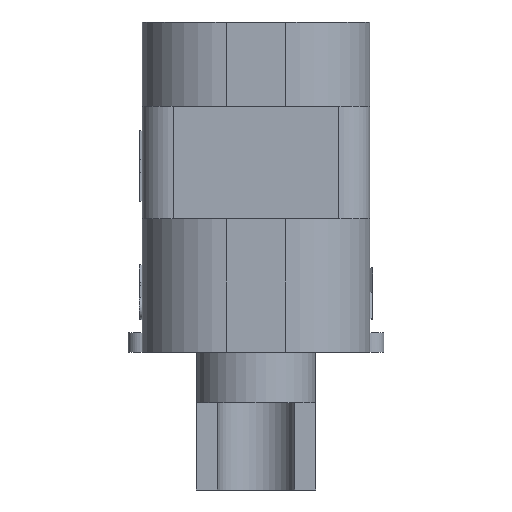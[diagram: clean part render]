
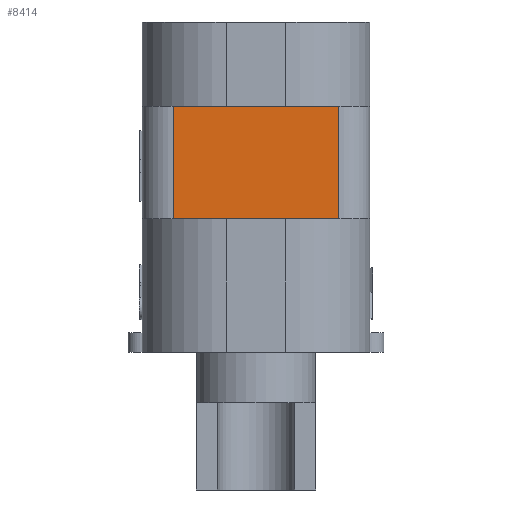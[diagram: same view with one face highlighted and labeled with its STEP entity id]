
A CAD part, front view. The second image highlights one B-rep face of the part: STEP entity #8414.
In plain terms, the highlighted planar face has unit normal (0, -1, 0).
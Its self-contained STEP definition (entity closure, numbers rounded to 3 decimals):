
#545 = CARTESIAN_POINT ( 'NONE',  ( 2.95, -13.6, 0. ) ) ;
#1293 = DIRECTION ( 'NONE',  ( 1., 0., 0. ) ) ;
#2880 = CARTESIAN_POINT ( 'NONE',  ( 4.05, -13.6, -4. ) ) ;
#3078 = DIRECTION ( 'NONE',  ( 0., 1., 0. ) ) ;
#3981 = DIRECTION ( 'NONE',  ( -1., 0., 0. ) ) ;
#4586 = VERTEX_POINT ( 'NONE', #13901 ) ;
#5790 = VERTEX_POINT ( 'NONE', #20707 ) ;
#5928 = ORIENTED_EDGE ( 'NONE', *, *, #18085, .F. ) ;
#6233 = VECTOR ( 'NONE', #15529, 1000. ) ;
#7403 = ORIENTED_EDGE ( 'NONE', *, *, #8910, .T. ) ;
#7500 = LINE ( 'NONE', #10361, #6233 ) ;
#7558 = CARTESIAN_POINT ( 'NONE',  ( -2.95, -13.6, 0. ) ) ;
#7987 = CARTESIAN_POINT ( 'NONE',  ( 2.95, -13.6, -4. ) ) ;
#8058 = AXIS2_PLACEMENT_3D ( 'NONE', #2880, #3078, #1293 ) ;
#8085 = LINE ( 'NONE', #7987, #15487 ) ;
#8414 = ADVANCED_FACE ( 'NONE', ( #20642 ), #15679, .F. ) ;
#8528 = CARTESIAN_POINT ( 'NONE',  ( 4.05, -13.6, 0. ) ) ;
#8910 = EDGE_CURVE ( 'NONE', #5790, #13873, #8085, .T. ) ;
#8966 = CARTESIAN_POINT ( 'NONE',  ( -2.95, -13.6, -4. ) ) ;
#9254 = VECTOR ( 'NONE', #3981, 1000. ) ;
#10361 = CARTESIAN_POINT ( 'NONE',  ( 4.05, -13.6, -4. ) ) ;
#10924 = VECTOR ( 'NONE', #20255, 1000. ) ;
#11464 = VERTEX_POINT ( 'NONE', #7558 ) ;
#12735 = DIRECTION ( 'NONE',  ( 0., 0., 1. ) ) ;
#13192 = EDGE_CURVE ( 'NONE', #11464, #4586, #18879, .T. ) ;
#13429 = EDGE_LOOP ( 'NONE', ( #5928, #7403, #14928, #19680 ) ) ;
#13873 = VERTEX_POINT ( 'NONE', #545 ) ;
#13901 = CARTESIAN_POINT ( 'NONE',  ( -2.95, -13.6, -4. ) ) ;
#14928 = ORIENTED_EDGE ( 'NONE', *, *, #17098, .T. ) ;
#15487 = VECTOR ( 'NONE', #12735, 1000. ) ;
#15529 = DIRECTION ( 'NONE',  ( -1., 0., 0. ) ) ;
#15679 = PLANE ( 'NONE',  #8058 ) ;
#16552 = LINE ( 'NONE', #8528, #9254 ) ;
#17098 = EDGE_CURVE ( 'NONE', #13873, #11464, #16552, .T. ) ;
#18085 = EDGE_CURVE ( 'NONE', #5790, #4586, #7500, .T. ) ;
#18879 = LINE ( 'NONE', #8966, #10924 ) ;
#19680 = ORIENTED_EDGE ( 'NONE', *, *, #13192, .T. ) ;
#20255 = DIRECTION ( 'NONE',  ( 0., 0., -1. ) ) ;
#20642 = FACE_OUTER_BOUND ( 'NONE', #13429, .T. ) ;
#20707 = CARTESIAN_POINT ( 'NONE',  ( 2.95, -13.6, -4. ) ) ;
